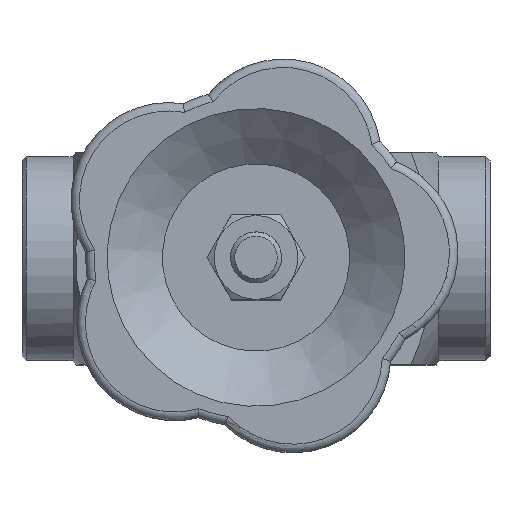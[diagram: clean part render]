
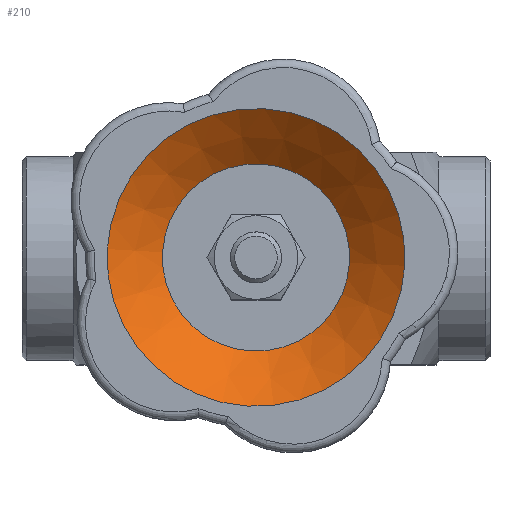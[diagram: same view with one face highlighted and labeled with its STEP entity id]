
A CAD part, top view. The second image highlights one B-rep face of the part: STEP entity #210.
In plain terms, the highlighted conical face has half-angle 49.764 degrees and reference radius 11 mm.
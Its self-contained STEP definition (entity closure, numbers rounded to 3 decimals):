
#210 = ADVANCED_FACE( '', ( #496, #497 ), #498, .F. );
#496 = FACE_OUTER_BOUND( '', #860, .T. );
#497 = FACE_BOUND( '', #861, .T. );
#498 = CONICAL_SURFACE( '', #862, 11., 0.869 );
#860 = EDGE_LOOP( '', ( #1380 ) );
#861 = EDGE_LOOP( '', ( #1381 ) );
#862 = AXIS2_PLACEMENT_3D( '', #1382, #1383, #1384 );
#1380 = ORIENTED_EDGE( '', *, *, #1961, .F. );
#1381 = ORIENTED_EDGE( '', *, *, #1982, .T. );
#1382 = CARTESIAN_POINT( '', ( 0., 0., 75.975 ) );
#1383 = DIRECTION( '', ( 0., 0., 1. ) );
#1384 = DIRECTION( '', ( 0.548, 0.837, 0. ) );
#1961 = EDGE_CURVE( '', #2321, #2321, #2322, .T. );
#1982 = EDGE_CURVE( '', #2350, #2350, #2351, .T. );
#2321 = VERTEX_POINT( '', #3039 );
#2322 = CIRCLE( '', #3040, 17.5 );
#2350 = VERTEX_POINT( '', #3099 );
#2351 = CIRCLE( '', #3100, 11. );
#3039 = CARTESIAN_POINT( '', ( -9.587, -14.64, 81.475 ) );
#3040 = AXIS2_PLACEMENT_3D( '', #3904, #3905, #3906 );
#3099 = CARTESIAN_POINT( '', ( -6.026, -9.203, 75.975 ) );
#3100 = AXIS2_PLACEMENT_3D( '', #3931, #3932, #3933 );
#3904 = CARTESIAN_POINT( '', ( 0., 0., 81.475 ) );
#3905 = DIRECTION( '', ( 0., 0., -1. ) );
#3906 = DIRECTION( '', ( -0.548, -0.837, 0. ) );
#3931 = CARTESIAN_POINT( '', ( 0., 0., 75.975 ) );
#3932 = DIRECTION( '', ( 0., 0., -1. ) );
#3933 = DIRECTION( '', ( -0.548, -0.837, 0. ) );
